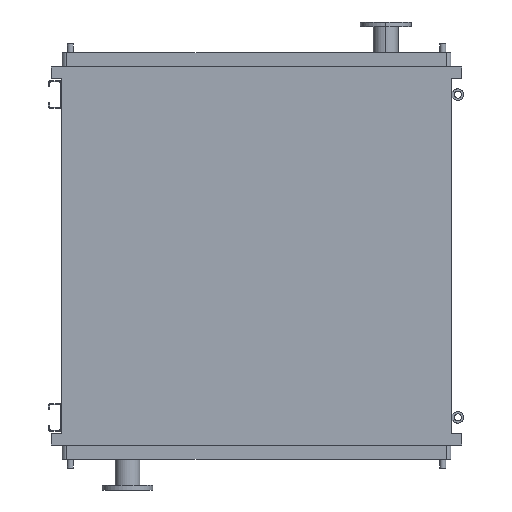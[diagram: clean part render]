
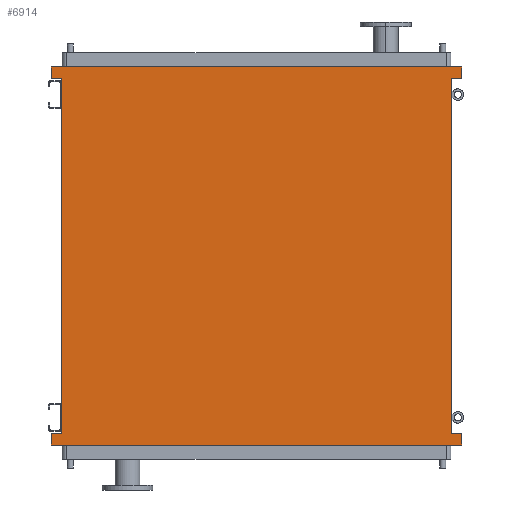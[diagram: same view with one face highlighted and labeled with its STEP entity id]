
A CAD part, front view. The second image highlights one B-rep face of the part: STEP entity #6914.
In plain terms, the highlighted planar face has unit normal (0, -1, 0).
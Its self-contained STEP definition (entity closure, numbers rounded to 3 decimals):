
#225 = CARTESIAN_POINT ( 'NONE',  ( 891., 0., -1493. ) ) ;
#253 = CARTESIAN_POINT ( 'NONE',  ( -845., 0., -1450. ) ) ;
#382 = CARTESIAN_POINT ( 'NONE',  ( -891., 0., -1493. ) ) ;
#399 = EDGE_CURVE ( 'NONE', #5227, #4726, #8232, .T. ) ;
#476 = EDGE_LOOP ( 'NONE', ( #5315, #2550, #5688, #7343, #3285, #4171, #5713, #6461, #4533, #3562, #3962, #4488 ) ) ;
#501 = VECTOR ( 'NONE', #881, 1000. ) ;
#630 = AXIS2_PLACEMENT_3D ( 'NONE', #253, #2788, #2740 ) ;
#834 = VERTEX_POINT ( 'NONE', #2552 ) ;
#881 = DIRECTION ( 'NONE',  ( 1., 0., 0. ) ) ;
#968 = LINE ( 'NONE', #5538, #7038 ) ;
#1014 = EDGE_CURVE ( 'NONE', #834, #4806, #6570, .T. ) ;
#1253 = VERTEX_POINT ( 'NONE', #3070 ) ;
#1361 = LINE ( 'NONE', #3908, #3456 ) ;
#1406 = DIRECTION ( 'NONE',  ( -1., 0., 0. ) ) ;
#1463 = VECTOR ( 'NONE', #1718, 1000. ) ;
#1506 = DIRECTION ( 'NONE',  ( 0., 0., -1. ) ) ;
#1599 = CARTESIAN_POINT ( 'NONE',  ( -891., 0., -1545. ) ) ;
#1601 = EDGE_CURVE ( 'NONE', #7612, #4311, #8013, .T. ) ;
#1654 = CARTESIAN_POINT ( 'NONE',  ( 891., 0., 43. ) ) ;
#1718 = DIRECTION ( 'NONE',  ( 0., 0., -1. ) ) ;
#1764 = CARTESIAN_POINT ( 'NONE',  ( -891., 0., 43. ) ) ;
#1787 = CARTESIAN_POINT ( 'NONE',  ( -891., 0., 95. ) ) ;
#2270 = DIRECTION ( 'NONE',  ( 0., 0., 1. ) ) ;
#2292 = DIRECTION ( 'NONE',  ( 1., 0., 0. ) ) ;
#2376 = VECTOR ( 'NONE', #4695, 1000. ) ;
#2387 = LINE ( 'NONE', #7417, #1463 ) ;
#2550 = ORIENTED_EDGE ( 'NONE', *, *, #3853, .F. ) ;
#2552 = CARTESIAN_POINT ( 'NONE',  ( 845., 0., -1493. ) ) ;
#2676 = EDGE_CURVE ( 'NONE', #4726, #6423, #6166, .T. ) ;
#2740 = DIRECTION ( 'NONE',  ( 0., 0., -1. ) ) ;
#2788 = DIRECTION ( 'NONE',  ( 0., -1., 0. ) ) ;
#2820 = LINE ( 'NONE', #2950, #2376 ) ;
#2950 = CARTESIAN_POINT ( 'NONE',  ( 891., 0., -1545. ) ) ;
#2963 = DIRECTION ( 'NONE',  ( 1., 0., 0. ) ) ;
#2979 = CARTESIAN_POINT ( 'NONE',  ( 891., 0., -1545. ) ) ;
#3070 = CARTESIAN_POINT ( 'NONE',  ( -845., 0., 43. ) ) ;
#3285 = ORIENTED_EDGE ( 'NONE', *, *, #399, .F. ) ;
#3324 = VECTOR ( 'NONE', #5018, 1000. ) ;
#3332 = CARTESIAN_POINT ( 'NONE',  ( 845., 0., 43. ) ) ;
#3456 = VECTOR ( 'NONE', #4534, 1000. ) ;
#3537 = VERTEX_POINT ( 'NONE', #6582 ) ;
#3562 = ORIENTED_EDGE ( 'NONE', *, *, #4477, .F. ) ;
#3661 = CARTESIAN_POINT ( 'NONE',  ( -891., 0., 43. ) ) ;
#3735 = LINE ( 'NONE', #1764, #3324 ) ;
#3853 = EDGE_CURVE ( 'NONE', #6658, #5416, #6448, .T. ) ;
#3908 = CARTESIAN_POINT ( 'NONE',  ( -845., 0., -1450. ) ) ;
#3962 = ORIENTED_EDGE ( 'NONE', *, *, #6235, .F. ) ;
#4171 = ORIENTED_EDGE ( 'NONE', *, *, #6036, .F. ) ;
#4311 = VERTEX_POINT ( 'NONE', #6477 ) ;
#4477 = EDGE_CURVE ( 'NONE', #5942, #7612, #2820, .T. ) ;
#4488 = ORIENTED_EDGE ( 'NONE', *, *, #1014, .F. ) ;
#4533 = ORIENTED_EDGE ( 'NONE', *, *, #1601, .F. ) ;
#4534 = DIRECTION ( 'NONE',  ( 0., 0., 1. ) ) ;
#4695 = DIRECTION ( 'NONE',  ( -1., 0., 0. ) ) ;
#4711 = CARTESIAN_POINT ( 'NONE',  ( -891., 0., -1545. ) ) ;
#4726 = VERTEX_POINT ( 'NONE', #1787 ) ;
#4806 = VERTEX_POINT ( 'NONE', #6045 ) ;
#5018 = DIRECTION ( 'NONE',  ( -1., 0., 0. ) ) ;
#5078 = CARTESIAN_POINT ( 'NONE',  ( -891., 0., 95. ) ) ;
#5227 = VERTEX_POINT ( 'NONE', #3661 ) ;
#5233 = EDGE_CURVE ( 'NONE', #834, #5416, #968, .T. ) ;
#5315 = ORIENTED_EDGE ( 'NONE', *, *, #5233, .T. ) ;
#5331 = CARTESIAN_POINT ( 'NONE',  ( 845., 0., 43. ) ) ;
#5416 = VERTEX_POINT ( 'NONE', #5331 ) ;
#5418 = EDGE_CURVE ( 'NONE', #3537, #1253, #1361, .T. ) ;
#5538 = CARTESIAN_POINT ( 'NONE',  ( 845., 0., -1450. ) ) ;
#5556 = VECTOR ( 'NONE', #1406, 1000. ) ;
#5688 = ORIENTED_EDGE ( 'NONE', *, *, #6434, .F. ) ;
#5713 = ORIENTED_EDGE ( 'NONE', *, *, #5418, .F. ) ;
#5723 = LINE ( 'NONE', #225, #7179 ) ;
#5942 = VERTEX_POINT ( 'NONE', #2979 ) ;
#5949 = CARTESIAN_POINT ( 'NONE',  ( 845., 0., -1493. ) ) ;
#6036 = EDGE_CURVE ( 'NONE', #1253, #5227, #3735, .T. ) ;
#6045 = CARTESIAN_POINT ( 'NONE',  ( 891., 0., -1493. ) ) ;
#6076 = LINE ( 'NONE', #382, #7985 ) ;
#6131 = CARTESIAN_POINT ( 'NONE',  ( 891., 0., 95. ) ) ;
#6166 = LINE ( 'NONE', #6131, #7146 ) ;
#6195 = DIRECTION ( 'NONE',  ( 0., 0., 1. ) ) ;
#6235 = EDGE_CURVE ( 'NONE', #4806, #5942, #5723, .T. ) ;
#6423 = VERTEX_POINT ( 'NONE', #7460 ) ;
#6434 = EDGE_CURVE ( 'NONE', #6423, #6658, #2387, .T. ) ;
#6448 = LINE ( 'NONE', #3332, #5556 ) ;
#6461 = ORIENTED_EDGE ( 'NONE', *, *, #6685, .F. ) ;
#6467 = VECTOR ( 'NONE', #2270, 1000. ) ;
#6477 = CARTESIAN_POINT ( 'NONE',  ( -891., 0., -1493. ) ) ;
#6570 = LINE ( 'NONE', #5949, #501 ) ;
#6582 = CARTESIAN_POINT ( 'NONE',  ( -845., 0., -1493. ) ) ;
#6658 = VERTEX_POINT ( 'NONE', #1654 ) ;
#6685 = EDGE_CURVE ( 'NONE', #4311, #3537, #6076, .T. ) ;
#6727 = VECTOR ( 'NONE', #6975, 1000. ) ;
#6914 = ADVANCED_FACE ( 'NONE', ( #7774 ), #7736, .T. ) ;
#6975 = DIRECTION ( 'NONE',  ( 0., 0., 1. ) ) ;
#7038 = VECTOR ( 'NONE', #6195, 1000. ) ;
#7146 = VECTOR ( 'NONE', #2292, 1000. ) ;
#7179 = VECTOR ( 'NONE', #1506, 1000. ) ;
#7343 = ORIENTED_EDGE ( 'NONE', *, *, #2676, .F. ) ;
#7417 = CARTESIAN_POINT ( 'NONE',  ( 891., 0., 43. ) ) ;
#7460 = CARTESIAN_POINT ( 'NONE',  ( 891., 0., 95. ) ) ;
#7612 = VERTEX_POINT ( 'NONE', #4711 ) ;
#7736 = PLANE ( 'NONE',  #630 ) ;
#7774 = FACE_OUTER_BOUND ( 'NONE', #476, .T. ) ;
#7985 = VECTOR ( 'NONE', #2963, 1000. ) ;
#8013 = LINE ( 'NONE', #1599, #6467 ) ;
#8232 = LINE ( 'NONE', #5078, #6727 ) ;
